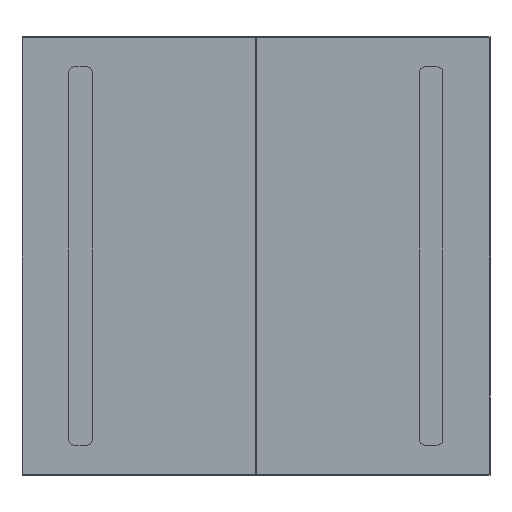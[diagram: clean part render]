
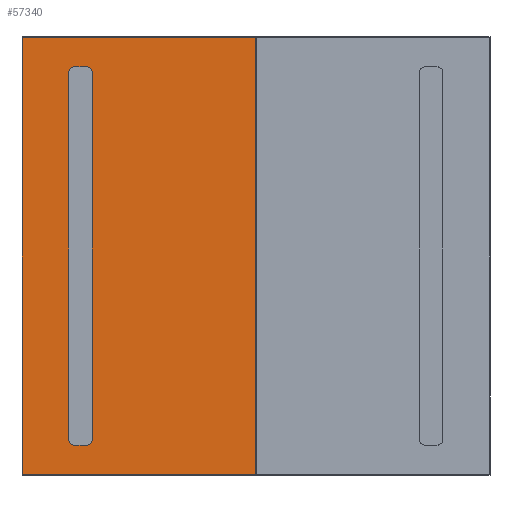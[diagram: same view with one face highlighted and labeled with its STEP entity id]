
A CAD part, front view. The second image highlights one B-rep face of the part: STEP entity #57340.
In plain terms, the highlighted planar face has unit normal (0, -1, 0).
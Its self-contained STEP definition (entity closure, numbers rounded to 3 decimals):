
#1411=FACE_BOUND('',#10026,.T.);
#3653=PLANE('',#62770);
#6744=FACE_OUTER_BOUND('',#10025,.T.);
#10025=EDGE_LOOP('',(#53160,#53161,#53162,#53163,#53164,#53165,#53166,#53167));
#10026=EDGE_LOOP('',(#53168,#53169,#53170,#53171,#53172,#53173,#53174,#53175));
#15421=LINE('',#100057,#20847);
#15423=LINE('',#100062,#20849);
#15429=LINE('',#100081,#20855);
#15431=LINE('',#100086,#20857);
#15435=LINE('',#100098,#20861);
#15439=LINE('',#100107,#20865);
#15442=LINE('',#100111,#20868);
#15444=LINE('',#100116,#20870);
#15450=LINE('',#100128,#20876);
#15451=LINE('',#100130,#20877);
#15452=LINE('',#100132,#20878);
#15453=LINE('',#100133,#20879);
#20847=VECTOR('',#78857,627.);
#20849=VECTOR('',#78861,20.);
#20855=VECTOR('',#78881,20.);
#20857=VECTOR('',#78885,627.);
#20861=VECTOR('',#78897,0.99);
#20865=VECTOR('',#78903,0.99);
#20868=VECTOR('',#78908,745.6);
#20870=VECTOR('',#78912,396.6);
#20876=VECTOR('',#78922,396.6);
#20877=VECTOR('',#78923,0.99);
#20878=VECTOR('',#78924,745.6);
#20879=VECTOR('',#78925,0.99);
#22717=CIRCLE('',#62751,10.);
#22719=CIRCLE('',#62756,10.);
#22721=CIRCLE('',#62759,10.);
#22723=CIRCLE('',#62764,10.);
#28154=VERTEX_POINT('',#100047);
#28155=VERTEX_POINT('',#100049);
#28157=VERTEX_POINT('',#100055);
#28159=VERTEX_POINT('',#100061);
#28161=VERTEX_POINT('',#100067);
#28163=VERTEX_POINT('',#100073);
#28165=VERTEX_POINT('',#100079);
#28167=VERTEX_POINT('',#100085);
#28170=VERTEX_POINT('',#100095);
#28171=VERTEX_POINT('',#100097);
#28174=VERTEX_POINT('',#100104);
#28175=VERTEX_POINT('',#100106);
#28177=VERTEX_POINT('',#100115);
#28181=VERTEX_POINT('',#100127);
#28182=VERTEX_POINT('',#100129);
#28183=VERTEX_POINT('',#100131);
#36474=EDGE_CURVE('',#28154,#28155,#22717,.T.);
#36478=EDGE_CURVE('',#28157,#28154,#15421,.T.);
#36480=EDGE_CURVE('',#28155,#28159,#15423,.T.);
#36484=EDGE_CURVE('',#28161,#28157,#22719,.T.);
#36486=EDGE_CURVE('',#28159,#28163,#22721,.T.);
#36490=EDGE_CURVE('',#28165,#28161,#15429,.T.);
#36492=EDGE_CURVE('',#28163,#28167,#15431,.T.);
#36495=EDGE_CURVE('',#28167,#28165,#22723,.T.);
#36498=EDGE_CURVE('',#28170,#28171,#15435,.T.);
#36502=EDGE_CURVE('',#28174,#28175,#15439,.T.);
#36505=EDGE_CURVE('',#28170,#28175,#15442,.T.);
#36507=EDGE_CURVE('',#28177,#28171,#15444,.T.);
#36513=EDGE_CURVE('',#28174,#28181,#15450,.T.);
#36514=EDGE_CURVE('',#28182,#28181,#15451,.T.);
#36515=EDGE_CURVE('',#28182,#28183,#15452,.T.);
#36516=EDGE_CURVE('',#28177,#28183,#15453,.T.);
#53160=ORIENTED_EDGE('',*,*,#36507,.T.);
#53161=ORIENTED_EDGE('',*,*,#36498,.F.);
#53162=ORIENTED_EDGE('',*,*,#36505,.T.);
#53163=ORIENTED_EDGE('',*,*,#36502,.F.);
#53164=ORIENTED_EDGE('',*,*,#36513,.T.);
#53165=ORIENTED_EDGE('',*,*,#36514,.F.);
#53166=ORIENTED_EDGE('',*,*,#36515,.T.);
#53167=ORIENTED_EDGE('',*,*,#36516,.F.);
#53168=ORIENTED_EDGE('',*,*,#36495,.F.);
#53169=ORIENTED_EDGE('',*,*,#36492,.F.);
#53170=ORIENTED_EDGE('',*,*,#36486,.F.);
#53171=ORIENTED_EDGE('',*,*,#36480,.F.);
#53172=ORIENTED_EDGE('',*,*,#36474,.F.);
#53173=ORIENTED_EDGE('',*,*,#36478,.F.);
#53174=ORIENTED_EDGE('',*,*,#36484,.F.);
#53175=ORIENTED_EDGE('',*,*,#36490,.F.);
#57340=ADVANCED_FACE('',(#6744,#1411),#3653,.F.);
#62751=AXIS2_PLACEMENT_3D('',#100050,#78850,#78851);
#62756=AXIS2_PLACEMENT_3D('',#100069,#78868,#78869);
#62759=AXIS2_PLACEMENT_3D('',#100074,#78874,#78875);
#62764=AXIS2_PLACEMENT_3D('',#100090,#78891,#78892);
#62770=AXIS2_PLACEMENT_3D('',#100126,#78920,#78921);
#78850=DIRECTION('center_axis',(0.,-1.,0.));
#78851=DIRECTION('ref_axis',(0.707,0.,0.707));
#78857=DIRECTION('',(0.,0.,1.));
#78861=DIRECTION('',(-1.,0.,0.));
#78868=DIRECTION('center_axis',(0.,-1.,0.));
#78869=DIRECTION('ref_axis',(0.707,0.,-0.707));
#78874=DIRECTION('center_axis',(0.,-1.,0.));
#78875=DIRECTION('ref_axis',(-0.707,0.,0.707));
#78881=DIRECTION('',(1.,0.,0.));
#78885=DIRECTION('',(0.,0.,-1.));
#78891=DIRECTION('center_axis',(0.,-1.,0.));
#78892=DIRECTION('ref_axis',(-0.707,0.,-0.707));
#78897=DIRECTION('',(0.707,0.,0.707));
#78903=DIRECTION('',(-0.707,0.,0.707));
#78908=DIRECTION('',(0.,0.,-1.));
#78912=DIRECTION('',(-1.,0.,0.));
#78920=DIRECTION('center_axis',(0.,1.,0.));
#78921=DIRECTION('ref_axis',(-1.,0.,0.));
#78922=DIRECTION('',(1.,0.,0.));
#78923=DIRECTION('',(-0.707,0.,-0.707));
#78924=DIRECTION('',(0.,0.,1.));
#78925=DIRECTION('',(0.707,0.,-0.707));
#100047=CARTESIAN_POINT('',(120.113,-172.8,687.973));
#100049=CARTESIAN_POINT('',(110.113,-172.8,697.973));
#100050=CARTESIAN_POINT('Origin',(110.113,-172.8,687.973));
#100055=CARTESIAN_POINT('',(120.113,-172.8,60.973));
#100057=CARTESIAN_POINT('',(120.113,-172.8,531.237));
#100061=CARTESIAN_POINT('',(90.113,-172.8,697.973));
#100062=CARTESIAN_POINT('',(181.557,-172.8,697.973));
#100067=CARTESIAN_POINT('',(110.113,-172.8,50.973));
#100069=CARTESIAN_POINT('Origin',(110.113,-172.8,60.973));
#100073=CARTESIAN_POINT('',(80.113,-172.8,687.973));
#100074=CARTESIAN_POINT('Origin',(90.113,-172.8,687.973));
#100079=CARTESIAN_POINT('',(90.113,-172.8,50.973));
#100081=CARTESIAN_POINT('',(191.557,-172.8,50.973));
#100085=CARTESIAN_POINT('',(80.113,-172.8,60.973));
#100086=CARTESIAN_POINT('',(80.113,-172.8,217.737));
#100090=CARTESIAN_POINT('Origin',(90.113,-172.8,60.973));
#100095=CARTESIAN_POINT('',(0.5,-172.8,747.3));
#100097=CARTESIAN_POINT('',(1.2,-172.8,748.));
#100098=CARTESIAN_POINT('',(-61.15,-172.8,685.65));
#100104=CARTESIAN_POINT('',(1.2,-172.8,1.));
#100106=CARTESIAN_POINT('',(0.5,-172.8,1.7));
#100107=CARTESIAN_POINT('',(-61.15,-172.8,63.35));
#100111=CARTESIAN_POINT('',(0.5,-172.8,748.));
#100115=CARTESIAN_POINT('',(397.8,-172.8,748.));
#100116=CARTESIAN_POINT('',(298.5,-172.8,748.));
#100126=CARTESIAN_POINT('Origin',(273.,-172.8,374.5));
#100127=CARTESIAN_POINT('',(397.8,-172.8,1.));
#100128=CARTESIAN_POINT('',(147.5,-172.8,1.));
#100129=CARTESIAN_POINT('',(398.5,-172.8,1.7));
#100130=CARTESIAN_POINT('',(460.15,-172.8,63.35));
#100131=CARTESIAN_POINT('',(398.5,-172.8,747.3));
#100132=CARTESIAN_POINT('',(398.5,-172.8,1.));
#100133=CARTESIAN_POINT('',(460.15,-172.8,685.65));
